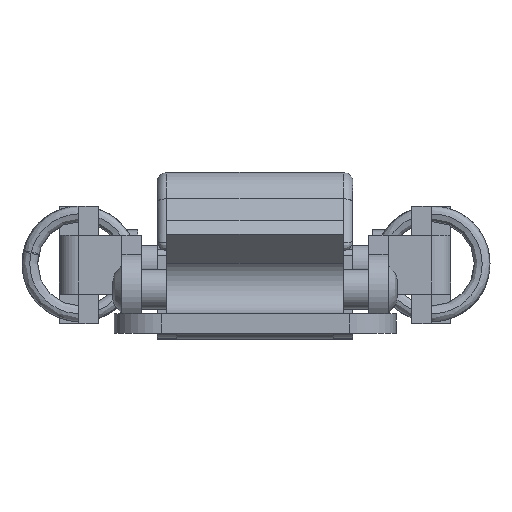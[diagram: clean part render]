
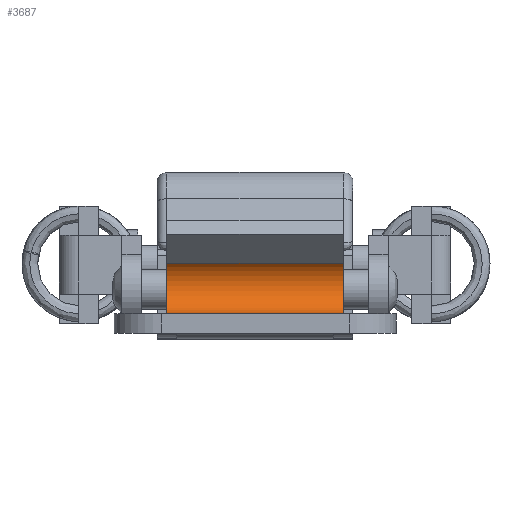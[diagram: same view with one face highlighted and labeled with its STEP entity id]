
A CAD part, top view. The second image highlights one B-rep face of the part: STEP entity #3687.
In plain terms, the highlighted cylindrical face has radius 1.5 mm (diameter 3 mm), a partial arc.
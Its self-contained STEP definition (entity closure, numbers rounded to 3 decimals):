
#587=LINE('',#8450,#927);
#598=LINE('',#8480,#938);
#927=VECTOR('',#5040,9.);
#938=VECTOR('',#5065,9.);
#1183=FACE_OUTER_BOUND('',#1425,.T.);
#1425=EDGE_LOOP('',(#3378,#3379,#3380,#3381));
#1570=CIRCLE('',#4043,1.5);
#1571=CIRCLE('',#4044,1.5);
#1892=VERTEX_POINT('',#8447);
#1893=VERTEX_POINT('',#8449);
#1904=VERTEX_POINT('',#8477);
#1905=VERTEX_POINT('',#8479);
#2386=EDGE_CURVE('',#1892,#1893,#587,.T.);
#2400=EDGE_CURVE('',#1892,#1904,#1570,.T.);
#2401=EDGE_CURVE('',#1904,#1905,#598,.T.);
#2402=EDGE_CURVE('',#1905,#1893,#1571,.T.);
#3378=ORIENTED_EDGE('',*,*,#2386,.F.);
#3379=ORIENTED_EDGE('',*,*,#2400,.T.);
#3380=ORIENTED_EDGE('',*,*,#2401,.T.);
#3381=ORIENTED_EDGE('',*,*,#2402,.T.);
#3488=CYLINDRICAL_SURFACE('',#4042,1.5);
#3687=ADVANCED_FACE('',(#1183),#3488,.F.);
#4042=AXIS2_PLACEMENT_3D('',#8476,#5061,#5062);
#4043=AXIS2_PLACEMENT_3D('',#8478,#5063,#5064);
#4044=AXIS2_PLACEMENT_3D('',#8481,#5066,#5067);
#5040=DIRECTION('',(-1.,0.,0.));
#5061=DIRECTION('center_axis',(-1.,0.,0.));
#5062=DIRECTION('ref_axis',(0.,0.,1.));
#5063=DIRECTION('center_axis',(1.,0.,0.));
#5064=DIRECTION('ref_axis',(0.,0.,1.));
#5065=DIRECTION('',(-1.,0.,0.));
#5066=DIRECTION('center_axis',(-1.,0.,0.));
#5067=DIRECTION('ref_axis',(0.,0.,-1.));
#8447=CARTESIAN_POINT('',(4.5,-2.8,21.631));
#8449=CARTESIAN_POINT('',(-4.5,-2.8,21.631));
#8450=CARTESIAN_POINT('',(7.2,-2.8,21.631));
#8476=CARTESIAN_POINT('Origin',(7.2,-1.3,21.631));
#8477=CARTESIAN_POINT('',(4.5,-0.217,20.593));
#8478=CARTESIAN_POINT('Origin',(4.5,-1.3,21.631));
#8479=CARTESIAN_POINT('',(-4.5,-0.217,20.593));
#8480=CARTESIAN_POINT('',(7.2,-0.217,20.593));
#8481=CARTESIAN_POINT('Origin',(-4.5,-1.3,21.631));
